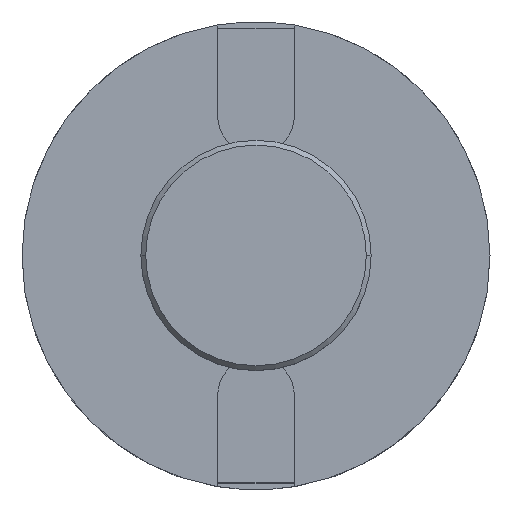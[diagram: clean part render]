
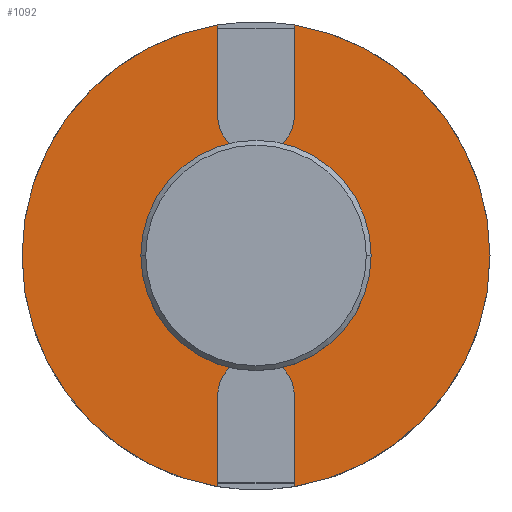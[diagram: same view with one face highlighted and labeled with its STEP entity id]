
A CAD part, top view. The second image highlights one B-rep face of the part: STEP entity #1092.
In plain terms, the highlighted planar face has unit normal (0, 0, 1).
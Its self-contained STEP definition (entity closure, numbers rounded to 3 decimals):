
#11 = AXIS2_PLACEMENT_3D ( 'NONE', #1262, #1254, #1406 ) ;
#33 = EDGE_CURVE ( 'NONE', #1461, #1998, #694, .T. ) ;
#44 = CARTESIAN_POINT ( 'NONE',  ( 19.05, 0., 101.6 ) ) ;
#52 = DIRECTION ( 'NONE',  ( 0., 0., -1. ) ) ;
#59 = DIRECTION ( 'NONE',  ( 0., 0., -1. ) ) ;
#78 = EDGE_CURVE ( 'NONE', #1230, #1442, #130, .T. ) ;
#82 = DIRECTION ( 'NONE',  ( -1., 0., 0. ) ) ;
#110 = EDGE_CURVE ( 'NONE', #547, #1353, #808, .T. ) ;
#119 = DIRECTION ( 'NONE',  ( -1., 0., 0. ) ) ;
#124 = DIRECTION ( 'NONE',  ( 0., 0., -1. ) ) ;
#125 = CIRCLE ( 'NONE', #11, 48.385 ) ;
#130 = CIRCLE ( 'NONE', #333, 19.05 ) ;
#153 = VERTEX_POINT ( 'NONE', #1102 ) ;
#154 = CARTESIAN_POINT ( 'NONE',  ( 7.938, -28.938, 101.6 ) ) ;
#158 = DIRECTION ( 'NONE',  ( 0., -1., 0. ) ) ;
#159 = VECTOR ( 'NONE', #359, 1000. ) ;
#190 = CARTESIAN_POINT ( 'NONE',  ( -48.385, 0., 101.6 ) ) ;
#209 = DIRECTION ( 'NONE',  ( 0., 0., -1. ) ) ;
#217 = CIRCLE ( 'NONE', #406, 48.385 ) ;
#226 = VECTOR ( 'NONE', #1269, 1000. ) ;
#230 = DIRECTION ( 'NONE',  ( -1., 0., 0. ) ) ;
#243 = EDGE_CURVE ( 'NONE', #547, #1364, #1706, .T. ) ;
#257 = CARTESIAN_POINT ( 'NONE',  ( -7.937, -47., 101.6 ) ) ;
#263 = EDGE_CURVE ( 'NONE', #419, #720, #504, .T. ) ;
#268 = VECTOR ( 'NONE', #158, 1000. ) ;
#282 = VERTEX_POINT ( 'NONE', #765 ) ;
#333 = AXIS2_PLACEMENT_3D ( 'NONE', #1993, #1069, #119 ) ;
#338 = CARTESIAN_POINT ( 'NONE',  ( 0., 0., 101.6 ) ) ;
#359 = DIRECTION ( 'NONE',  ( 0., 1., 0. ) ) ;
#375 = CARTESIAN_POINT ( 'NONE',  ( 7.937, -47.729, 101.6 ) ) ;
#406 = AXIS2_PLACEMENT_3D ( 'NONE', #1617, #209, #230 ) ;
#412 = ORIENTED_EDGE ( 'NONE', *, *, #243, .T. ) ;
#419 = VERTEX_POINT ( 'NONE', #154 ) ;
#425 = AXIS2_PLACEMENT_3D ( 'NONE', #579, #124, #1389 ) ;
#446 = LINE ( 'NONE', #1705, #1088 ) ;
#463 = LINE ( 'NONE', #1915, #1623 ) ;
#477 = ORIENTED_EDGE ( 'NONE', *, *, #594, .T. ) ;
#504 = LINE ( 'NONE', #1416, #1312 ) ;
#509 = DIRECTION ( 'NONE',  ( 0., -1., 0. ) ) ;
#517 = EDGE_CURVE ( 'NONE', #1405, #153, #463, .T. ) ;
#518 = DIRECTION ( 'NONE',  ( 0., 0., -1. ) ) ;
#521 = AXIS2_PLACEMENT_3D ( 'NONE', #1474, #518, #1963 ) ;
#531 = EDGE_CURVE ( 'NONE', #696, #1405, #1545, .T. ) ;
#547 = VERTEX_POINT ( 'NONE', #1896 ) ;
#549 = CARTESIAN_POINT ( 'NONE',  ( 7.938, -47., 101.6 ) ) ;
#564 = ORIENTED_EDGE ( 'NONE', *, *, #517, .T. ) ;
#570 = ORIENTED_EDGE ( 'NONE', *, *, #1067, .T. ) ;
#579 = CARTESIAN_POINT ( 'NONE',  ( 0., 0., 101.6 ) ) ;
#581 = FACE_OUTER_BOUND ( 'NONE', #1536, .T. ) ;
#594 = EDGE_CURVE ( 'NONE', #1894, #696, #1817, .T. ) ;
#655 = VERTEX_POINT ( 'NONE', #375 ) ;
#675 = DIRECTION ( 'NONE',  ( 0., 1., 0. ) ) ;
#680 = ORIENTED_EDGE ( 'NONE', *, *, #531, .T. ) ;
#694 = CIRCLE ( 'NONE', #967, 48.385 ) ;
#696 = VERTEX_POINT ( 'NONE', #1511 ) ;
#711 = CARTESIAN_POINT ( 'NONE',  ( 0., 48.385, 101.6 ) ) ;
#720 = VERTEX_POINT ( 'NONE', #549 ) ;
#752 = VECTOR ( 'NONE', #935, 1000. ) ;
#765 = CARTESIAN_POINT ( 'NONE',  ( -7.937, -28.938, 101.6 ) ) ;
#784 = ORIENTED_EDGE ( 'NONE', *, *, #1237, .F. ) ;
#808 = CIRCLE ( 'NONE', #425, 48.385 ) ;
#833 = LINE ( 'NONE', #1115, #226 ) ;
#850 = CARTESIAN_POINT ( 'NONE',  ( 0., 0., 101.6 ) ) ;
#856 = EDGE_CURVE ( 'NONE', #1998, #153, #125, .T. ) ;
#874 = PLANE ( 'NONE',  #1685 ) ;
#882 = EDGE_CURVE ( 'NONE', #1461, #1668, #1590, .T. ) ;
#928 = AXIS2_PLACEMENT_3D ( 'NONE', #1143, #52, #1775 ) ;
#935 = DIRECTION ( 'NONE',  ( 0., 1., 0. ) ) ;
#955 = ORIENTED_EDGE ( 'NONE', *, *, #33, .F. ) ;
#956 = CARTESIAN_POINT ( 'NONE',  ( 48.385, 0., 101.6 ) ) ;
#967 = AXIS2_PLACEMENT_3D ( 'NONE', #850, #1494, #82 ) ;
#981 = DIRECTION ( 'NONE',  ( -1., 0., 0. ) ) ;
#998 = ORIENTED_EDGE ( 'NONE', *, *, #263, .T. ) ;
#999 = ORIENTED_EDGE ( 'NONE', *, *, #1081, .T. ) ;
#1067 = EDGE_CURVE ( 'NONE', #282, #419, #1958, .T. ) ;
#1069 = DIRECTION ( 'NONE',  ( 0., 0., -1. ) ) ;
#1081 = EDGE_CURVE ( 'NONE', #720, #655, #1138, .T. ) ;
#1088 = VECTOR ( 'NONE', #1214, 1000. ) ;
#1092 = ADVANCED_FACE ( 'NONE', ( #1286, #581 ), #874, .T. ) ;
#1102 = CARTESIAN_POINT ( 'NONE',  ( -7.937, 47.729, 101.6 ) ) ;
#1115 = CARTESIAN_POINT ( 'NONE',  ( 7.938, 48.385, 101.6 ) ) ;
#1138 = LINE ( 'NONE', #1922, #1418 ) ;
#1143 = CARTESIAN_POINT ( 'NONE',  ( 0., -28.938, 101.6 ) ) ;
#1145 = CARTESIAN_POINT ( 'NONE',  ( 7.937, 48.385, 101.6 ) ) ;
#1160 = CARTESIAN_POINT ( 'NONE',  ( -7.937, 53.687, 101.6 ) ) ;
#1199 = DIRECTION ( 'NONE',  ( 0., 0., 1. ) ) ;
#1208 = ORIENTED_EDGE ( 'NONE', *, *, #1425, .T. ) ;
#1214 = DIRECTION ( 'NONE',  ( 0., -1., 0. ) ) ;
#1230 = VERTEX_POINT ( 'NONE', #1943 ) ;
#1237 = EDGE_CURVE ( 'NONE', #282, #1668, #446, .T. ) ;
#1254 = DIRECTION ( 'NONE',  ( 0., 0., -1. ) ) ;
#1262 = CARTESIAN_POINT ( 'NONE',  ( 0., 0., 101.6 ) ) ;
#1269 = DIRECTION ( 'NONE',  ( 0., -1., 0. ) ) ;
#1270 = CARTESIAN_POINT ( 'NONE',  ( 7.938, 47., 101.6 ) ) ;
#1286 = FACE_BOUND ( 'NONE', #1507, .T. ) ;
#1288 = DIRECTION ( 'NONE',  ( 0., -1., 0. ) ) ;
#1301 = ORIENTED_EDGE ( 'NONE', *, *, #1435, .F. ) ;
#1312 = VECTOR ( 'NONE', #1288, 1000. ) ;
#1353 = VERTEX_POINT ( 'NONE', #956 ) ;
#1364 = VERTEX_POINT ( 'NONE', #1270 ) ;
#1389 = DIRECTION ( 'NONE',  ( -1., 0., 0. ) ) ;
#1397 = CARTESIAN_POINT ( 'NONE',  ( -7.937, 48.385, 101.6 ) ) ;
#1405 = VERTEX_POINT ( 'NONE', #1426 ) ;
#1406 = DIRECTION ( 'NONE',  ( -1., 0., 0. ) ) ;
#1410 = ORIENTED_EDGE ( 'NONE', *, *, #78, .T. ) ;
#1416 = CARTESIAN_POINT ( 'NONE',  ( 7.937, -53.687, 101.6 ) ) ;
#1418 = VECTOR ( 'NONE', #509, 1000. ) ;
#1425 = EDGE_CURVE ( 'NONE', #1442, #1230, #1627, .T. ) ;
#1426 = CARTESIAN_POINT ( 'NONE',  ( -7.937, 47., 101.6 ) ) ;
#1435 = EDGE_CURVE ( 'NONE', #1353, #655, #217, .T. ) ;
#1442 = VERTEX_POINT ( 'NONE', #44 ) ;
#1453 = ORIENTED_EDGE ( 'NONE', *, *, #1848, .T. ) ;
#1461 = VERTEX_POINT ( 'NONE', #1933 ) ;
#1469 = ORIENTED_EDGE ( 'NONE', *, *, #110, .F. ) ;
#1474 = CARTESIAN_POINT ( 'NONE',  ( 0., 28.938, 101.6 ) ) ;
#1494 = DIRECTION ( 'NONE',  ( 0., 0., -1. ) ) ;
#1507 = EDGE_LOOP ( 'NONE', ( #1410, #1208 ) ) ;
#1511 = CARTESIAN_POINT ( 'NONE',  ( -7.937, 28.938, 101.6 ) ) ;
#1536 = EDGE_LOOP ( 'NONE', ( #1469, #412, #1453, #477, #680, #564, #1673, #955, #2002, #784, #570, #998, #999, #1301 ) ) ;
#1545 = LINE ( 'NONE', #1160, #159 ) ;
#1590 = LINE ( 'NONE', #1397, #752 ) ;
#1617 = CARTESIAN_POINT ( 'NONE',  ( 0., 0., 101.6 ) ) ;
#1623 = VECTOR ( 'NONE', #675, 1000. ) ;
#1627 = CIRCLE ( 'NONE', #1744, 19.05 ) ;
#1668 = VERTEX_POINT ( 'NONE', #257 ) ;
#1673 = ORIENTED_EDGE ( 'NONE', *, *, #856, .F. ) ;
#1685 = AXIS2_PLACEMENT_3D ( 'NONE', #711, #1199, #1968 ) ;
#1705 = CARTESIAN_POINT ( 'NONE',  ( -7.937, 48.385, 101.6 ) ) ;
#1706 = LINE ( 'NONE', #1145, #268 ) ;
#1744 = AXIS2_PLACEMENT_3D ( 'NONE', #338, #59, #981 ) ;
#1775 = DIRECTION ( 'NONE',  ( -1., 0., 0. ) ) ;
#1817 = CIRCLE ( 'NONE', #521, 7.937 ) ;
#1848 = EDGE_CURVE ( 'NONE', #1364, #1894, #833, .T. ) ;
#1894 = VERTEX_POINT ( 'NONE', #1911 ) ;
#1896 = CARTESIAN_POINT ( 'NONE',  ( 7.937, 47.729, 101.6 ) ) ;
#1911 = CARTESIAN_POINT ( 'NONE',  ( 7.938, 28.938, 101.6 ) ) ;
#1915 = CARTESIAN_POINT ( 'NONE',  ( -7.937, 53.687, 101.6 ) ) ;
#1922 = CARTESIAN_POINT ( 'NONE',  ( 7.937, -53.687, 101.6 ) ) ;
#1933 = CARTESIAN_POINT ( 'NONE',  ( -7.937, -47.729, 101.6 ) ) ;
#1943 = CARTESIAN_POINT ( 'NONE',  ( -19.05, 0., 101.6 ) ) ;
#1958 = CIRCLE ( 'NONE', #928, 7.937 ) ;
#1963 = DIRECTION ( 'NONE',  ( 1., 0., 0. ) ) ;
#1968 = DIRECTION ( 'NONE',  ( 1., 0., 0. ) ) ;
#1993 = CARTESIAN_POINT ( 'NONE',  ( 0., 0., 101.6 ) ) ;
#1998 = VERTEX_POINT ( 'NONE', #190 ) ;
#2002 = ORIENTED_EDGE ( 'NONE', *, *, #882, .T. ) ;
